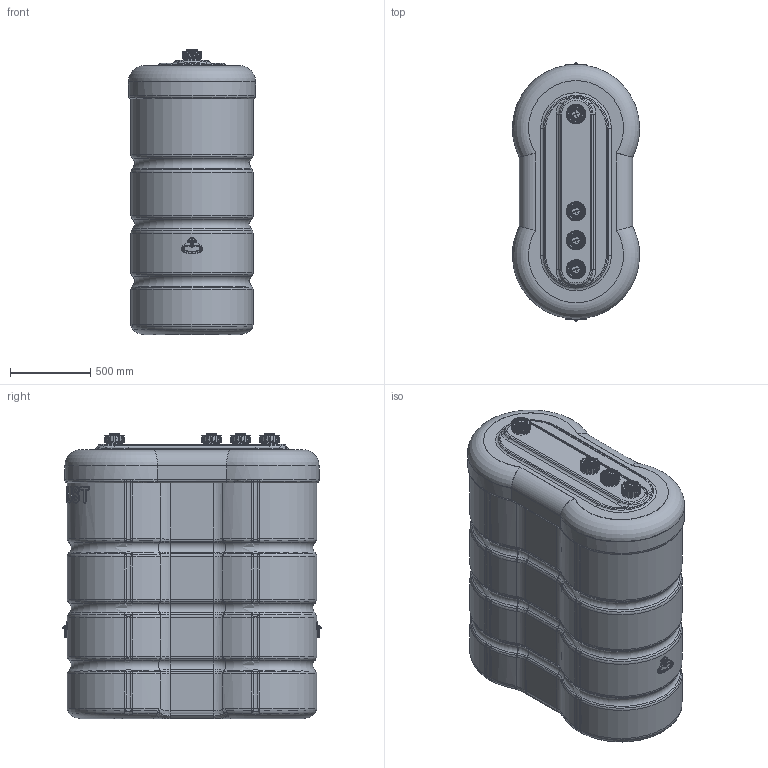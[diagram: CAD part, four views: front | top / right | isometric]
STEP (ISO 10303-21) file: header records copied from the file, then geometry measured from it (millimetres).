
FILE_DESCRIPTION(/* description */ (''),/* implementation_level */ '2;1');
FILE_NAME(/* name */ 'Triosafe 1500.stp',/* time_stamp */ '2017-05-03T07:46:56+02:00',/* author */ ('sk'),/* organization */ (''),/* preprocessor_version */ 'ST-DEVELOPER v16.5',/* originating_system */ 'Autodesk Inventor 2017',/* authorisation */ '');
FILE_SCHEMA (('AUTOMOTIVE_DESIGN { 1 0 10303 214 3 1 1 }'));
Length unit declared in the file: millimetre
Products named in the file (11): Triosafe 1500; Trio 15000; Deckel für 2-Zoll; 203046; 203045; 203031; 203037; 203036; Griff beweglich; Griffteil b; Griffteil a
Assembly tree (14 placements, depth 3):
  Triosafe 1500
    Trio 15000
    Deckel für 2-Zoll  x4
      203046
      203045
      203031
      203037
      203036
    Griff beweglich  x2
      Griffteil b
      Griffteil a
Bounding box: 789.54 x 1603.02 x 1771.5 mm (x, y, z)
Volume: 43985910.9 mm3; surface area: 17973916 mm2
Topology: 25 solids, 25 shells, 3217 faces, 7944 edges, 4780 vertices
Faces by surface type: cylinder 1003, bspline 738, plane 626, torus 574, cone 196, sphere 80
Full cylindrical faces by diameter (mm): 56 x4, 56.656 x4, 58 x4, 58.5 x4, 61 x4, 64 x4, 65 x4, 66 x4, 68 x4, 76 x4, 85 x4, 86 x4, 90 x4, 99.5 x16, 100 x4, 120 x4
Entity records: 203403 total; most frequent: CARTESIAN_POINT 164151, ORIENTED_EDGE 8544, DIRECTION 7710, EDGE_CURVE 4272, AXIS2_PLACEMENT_3D 3253, VERTEX_POINT 2572, EDGE_LOOP 1850, CIRCLE 1848
